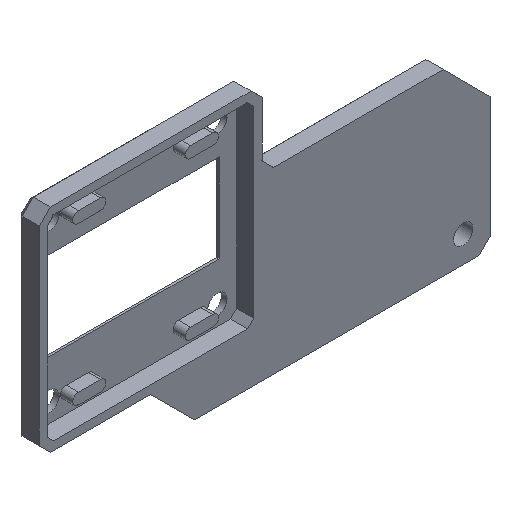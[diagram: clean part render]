
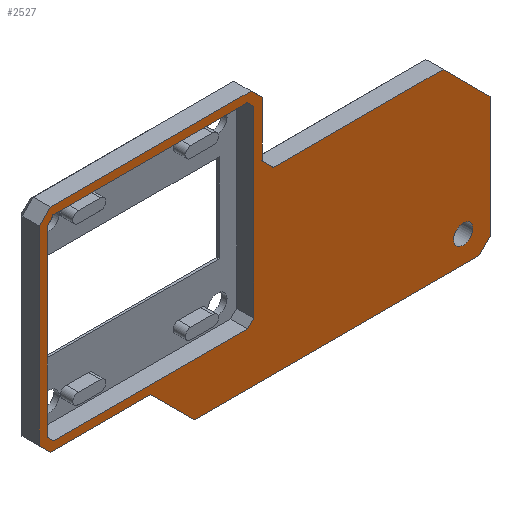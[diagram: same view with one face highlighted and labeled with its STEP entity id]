
A CAD part, isometric view. The second image highlights one B-rep face of the part: STEP entity #2527.
In plain terms, the highlighted planar face has unit normal (0, -1, 0).
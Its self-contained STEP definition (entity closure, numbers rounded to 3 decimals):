
#49=CIRCLE('',#2638,1.75);
#68=FACE_BOUND('',#434,.T.);
#69=FACE_BOUND('',#435,.T.);
#139=PLANE('',#2647);
#277=FACE_OUTER_BOUND('',#433,.T.);
#433=EDGE_LOOP('',(#2235,#2236,#2237,#2238,#2239,#2240,#2241,#2242,#2243,
#2244,#2245,#2246,#2247,#2248));
#434=EDGE_LOOP('',(#2249));
#435=EDGE_LOOP('',(#2250,#2251,#2252,#2253,#2254,#2255,#2256,#2257));
#621=LINE('',#4477,#842);
#624=LINE('',#4482,#845);
#626=LINE('',#4486,#847);
#628=LINE('',#4490,#849);
#630=LINE('',#4494,#851);
#632=LINE('',#4498,#853);
#634=LINE('',#4502,#855);
#638=LINE('',#4514,#859);
#641=LINE('',#4520,#862);
#644=LINE('',#4526,#865);
#647=LINE('',#4532,#868);
#650=LINE('',#4538,#871);
#653=LINE('',#4544,#874);
#656=LINE('',#4550,#877);
#659=LINE('',#4554,#880);
#660=LINE('',#4558,#881);
#661=LINE('',#4560,#882);
#662=LINE('',#4562,#883);
#663=LINE('',#4564,#884);
#664=LINE('',#4566,#885);
#665=LINE('',#4567,#886);
#666=LINE('',#4568,#887);
#842=VECTOR('',#2980,10.);
#845=VECTOR('',#2985,10.);
#847=VECTOR('',#2989,10.);
#849=VECTOR('',#2993,10.);
#851=VECTOR('',#2997,10.);
#853=VECTOR('',#3001,10.);
#855=VECTOR('',#3005,10.);
#859=VECTOR('',#3015,10.);
#862=VECTOR('',#3020,10.);
#865=VECTOR('',#3025,10.);
#868=VECTOR('',#3030,10.);
#871=VECTOR('',#3035,10.);
#874=VECTOR('',#3040,10.);
#877=VECTOR('',#3045,10.);
#880=VECTOR('',#3050,10.);
#881=VECTOR('',#3053,10.);
#882=VECTOR('',#3054,10.);
#883=VECTOR('',#3055,10.);
#884=VECTOR('',#3056,10.);
#885=VECTOR('',#3057,10.);
#886=VECTOR('',#3058,10.);
#887=VECTOR('',#3059,10.);
#1217=VERTEX_POINT('',#4474);
#1218=VERTEX_POINT('',#4476);
#1219=VERTEX_POINT('',#4480);
#1220=VERTEX_POINT('',#4484);
#1221=VERTEX_POINT('',#4488);
#1222=VERTEX_POINT('',#4492);
#1223=VERTEX_POINT('',#4496);
#1224=VERTEX_POINT('',#4500);
#1225=VERTEX_POINT('',#4504);
#1228=VERTEX_POINT('',#4511);
#1229=VERTEX_POINT('',#4513);
#1231=VERTEX_POINT('',#4519);
#1233=VERTEX_POINT('',#4525);
#1235=VERTEX_POINT('',#4531);
#1237=VERTEX_POINT('',#4537);
#1239=VERTEX_POINT('',#4543);
#1241=VERTEX_POINT('',#4549);
#1242=VERTEX_POINT('',#4556);
#1243=VERTEX_POINT('',#4557);
#1244=VERTEX_POINT('',#4559);
#1245=VERTEX_POINT('',#4561);
#1246=VERTEX_POINT('',#4563);
#1247=VERTEX_POINT('',#4565);
#1552=EDGE_CURVE('',#1218,#1217,#621,.T.);
#1555=EDGE_CURVE('',#1217,#1219,#624,.T.);
#1557=EDGE_CURVE('',#1219,#1220,#626,.T.);
#1559=EDGE_CURVE('',#1220,#1221,#628,.T.);
#1561=EDGE_CURVE('',#1221,#1222,#630,.T.);
#1563=EDGE_CURVE('',#1222,#1223,#632,.T.);
#1565=EDGE_CURVE('',#1223,#1224,#634,.T.);
#1567=EDGE_CURVE('',#1225,#1225,#49,.T.);
#1570=EDGE_CURVE('',#1229,#1228,#638,.T.);
#1573=EDGE_CURVE('',#1231,#1229,#641,.T.);
#1576=EDGE_CURVE('',#1233,#1231,#644,.T.);
#1579=EDGE_CURVE('',#1235,#1233,#647,.T.);
#1582=EDGE_CURVE('',#1237,#1235,#650,.T.);
#1585=EDGE_CURVE('',#1239,#1237,#653,.T.);
#1588=EDGE_CURVE('',#1241,#1239,#656,.T.);
#1591=EDGE_CURVE('',#1228,#1241,#659,.T.);
#1592=EDGE_CURVE('',#1242,#1243,#660,.T.);
#1593=EDGE_CURVE('',#1243,#1244,#661,.T.);
#1594=EDGE_CURVE('',#1244,#1245,#662,.T.);
#1595=EDGE_CURVE('',#1245,#1246,#663,.T.);
#1596=EDGE_CURVE('',#1246,#1247,#664,.T.);
#1597=EDGE_CURVE('',#1247,#1218,#665,.T.);
#1598=EDGE_CURVE('',#1224,#1242,#666,.T.);
#2235=ORIENTED_EDGE('',*,*,#1592,.T.);
#2236=ORIENTED_EDGE('',*,*,#1593,.T.);
#2237=ORIENTED_EDGE('',*,*,#1594,.T.);
#2238=ORIENTED_EDGE('',*,*,#1595,.T.);
#2239=ORIENTED_EDGE('',*,*,#1596,.T.);
#2240=ORIENTED_EDGE('',*,*,#1597,.T.);
#2241=ORIENTED_EDGE('',*,*,#1552,.T.);
#2242=ORIENTED_EDGE('',*,*,#1555,.T.);
#2243=ORIENTED_EDGE('',*,*,#1557,.T.);
#2244=ORIENTED_EDGE('',*,*,#1559,.T.);
#2245=ORIENTED_EDGE('',*,*,#1561,.T.);
#2246=ORIENTED_EDGE('',*,*,#1563,.T.);
#2247=ORIENTED_EDGE('',*,*,#1565,.T.);
#2248=ORIENTED_EDGE('',*,*,#1598,.T.);
#2249=ORIENTED_EDGE('',*,*,#1567,.T.);
#2250=ORIENTED_EDGE('',*,*,#1591,.T.);
#2251=ORIENTED_EDGE('',*,*,#1588,.T.);
#2252=ORIENTED_EDGE('',*,*,#1585,.T.);
#2253=ORIENTED_EDGE('',*,*,#1582,.T.);
#2254=ORIENTED_EDGE('',*,*,#1579,.T.);
#2255=ORIENTED_EDGE('',*,*,#1576,.T.);
#2256=ORIENTED_EDGE('',*,*,#1573,.T.);
#2257=ORIENTED_EDGE('',*,*,#1570,.T.);
#2527=ADVANCED_FACE('',(#277,#68,#69),#139,.T.);
#2638=AXIS2_PLACEMENT_3D('',#4506,#3009,#3010);
#2647=AXIS2_PLACEMENT_3D('',#4555,#3051,#3052);
#2980=DIRECTION('',(1.,0.,0.));
#2985=DIRECTION('',(0.707,0.,-0.707));
#2989=DIRECTION('',(1.,0.,0.));
#2993=DIRECTION('',(0.707,0.,0.707));
#2997=DIRECTION('',(0.,0.,1.));
#3001=DIRECTION('',(-0.707,0.,0.707));
#3005=DIRECTION('',(-1.,0.,0.));
#3009=DIRECTION('center_axis',(0.,1.,0.));
#3010=DIRECTION('ref_axis',(-1.,0.,0.));
#3015=DIRECTION('',(0.707,0.,-0.707));
#3020=DIRECTION('',(1.,0.,0.));
#3025=DIRECTION('',(0.707,0.,0.707));
#3030=DIRECTION('',(0.,0.,1.));
#3035=DIRECTION('',(-0.707,0.,0.707));
#3040=DIRECTION('',(-1.,0.,0.));
#3045=DIRECTION('',(-0.707,0.,-0.707));
#3050=DIRECTION('',(0.,0.,-1.));
#3051=DIRECTION('center_axis',(0.,-1.,0.));
#3052=DIRECTION('ref_axis',(0.,0.,-1.));
#3053=DIRECTION('',(0.,0.,1.));
#3054=DIRECTION('',(-0.707,0.,0.707));
#3055=DIRECTION('',(-1.,0.,0.));
#3056=DIRECTION('',(-0.707,0.,-0.707));
#3057=DIRECTION('',(0.,0.,-1.));
#3058=DIRECTION('',(0.707,0.,-0.707));
#3059=DIRECTION('',(-0.707,0.,0.707));
#4474=CARTESIAN_POINT('',(0.,-3.1,-19.25));
#4476=CARTESIAN_POINT('',(-18.2,-3.1,-19.25));
#4477=CARTESIAN_POINT('',(-18.2,-3.1,-19.25));
#4480=CARTESIAN_POINT('',(8.,-3.1,-27.25));
#4482=CARTESIAN_POINT('',(0.,-3.1,-19.25));
#4484=CARTESIAN_POINT('',(59.5,-3.1,-27.25));
#4486=CARTESIAN_POINT('',(8.,-3.1,-27.25));
#4488=CARTESIAN_POINT('',(61.5,-3.1,-25.25));
#4490=CARTESIAN_POINT('',(59.5,-3.1,-27.25));
#4492=CARTESIAN_POINT('',(61.5,-3.1,-3.25));
#4494=CARTESIAN_POINT('',(61.5,-3.1,-25.25));
#4496=CARTESIAN_POINT('',(53.,-3.1,5.25));
#4498=CARTESIAN_POINT('',(61.5,-3.1,-3.25));
#4500=CARTESIAN_POINT('',(22.2,-3.1,5.25));
#4502=CARTESIAN_POINT('',(53.,-3.1,5.25));
#4504=CARTESIAN_POINT('',(58.4,-3.1,-22.4));
#4506=CARTESIAN_POINT('Origin',(56.65,-3.1,-22.4));
#4511=CARTESIAN_POINT('',(18.7,-3.1,16.629));
#4513=CARTESIAN_POINT('',(17.579,-3.1,17.75));
#4514=CARTESIAN_POINT('',(18.7,-3.1,16.629));
#4519=CARTESIAN_POINT('',(-17.579,-3.1,17.75));
#4520=CARTESIAN_POINT('',(17.579,-3.1,17.75));
#4525=CARTESIAN_POINT('',(-18.7,-3.1,16.629));
#4526=CARTESIAN_POINT('',(-17.579,-3.1,17.75));
#4531=CARTESIAN_POINT('',(-18.7,-3.1,-16.629));
#4532=CARTESIAN_POINT('',(-18.7,-3.1,16.629));
#4537=CARTESIAN_POINT('',(-17.579,-3.1,-17.75));
#4538=CARTESIAN_POINT('',(-18.7,-3.1,-16.629));
#4543=CARTESIAN_POINT('',(17.579,-3.1,-17.75));
#4544=CARTESIAN_POINT('',(-17.579,-3.1,-17.75));
#4549=CARTESIAN_POINT('',(18.7,-3.1,-16.629));
#4550=CARTESIAN_POINT('',(18.7,-3.1,-16.629));
#4554=CARTESIAN_POINT('',(18.7,-3.1,7.25));
#4555=CARTESIAN_POINT('Origin',(0.,-3.1,0.));
#4556=CARTESIAN_POINT('',(20.2,-3.1,7.25));
#4557=CARTESIAN_POINT('',(20.2,-3.1,17.25));
#4558=CARTESIAN_POINT('',(20.2,-3.1,7.25));
#4559=CARTESIAN_POINT('',(18.2,-3.1,19.25));
#4560=CARTESIAN_POINT('',(20.2,-3.1,17.25));
#4561=CARTESIAN_POINT('',(-18.2,-3.1,19.25));
#4562=CARTESIAN_POINT('',(18.2,-3.1,19.25));
#4563=CARTESIAN_POINT('',(-20.2,-3.1,17.25));
#4564=CARTESIAN_POINT('',(-18.2,-3.1,19.25));
#4565=CARTESIAN_POINT('',(-20.2,-3.1,-17.25));
#4566=CARTESIAN_POINT('',(-20.2,-3.1,17.25));
#4567=CARTESIAN_POINT('',(-20.2,-3.1,-17.25));
#4568=CARTESIAN_POINT('',(22.2,-3.1,5.25));
